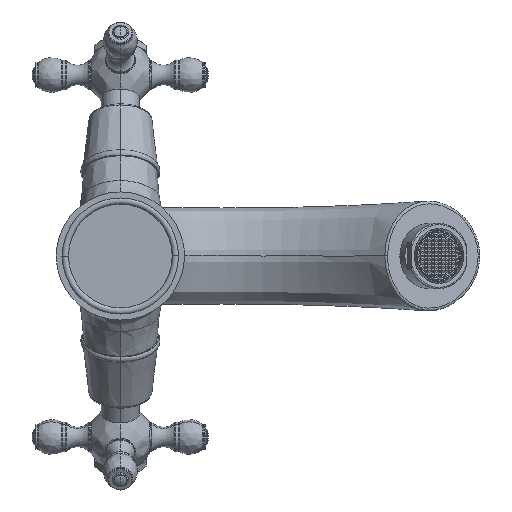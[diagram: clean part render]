
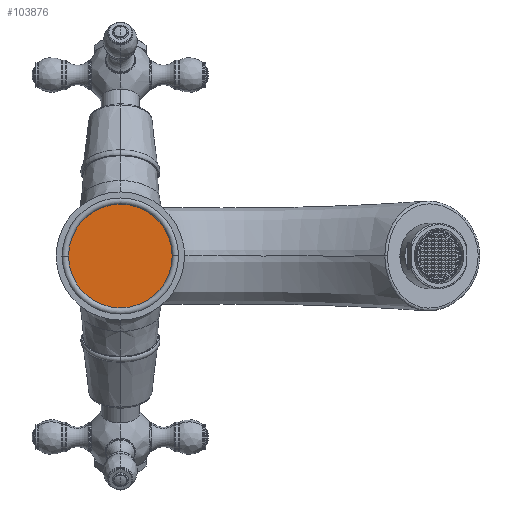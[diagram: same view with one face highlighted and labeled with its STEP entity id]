
A CAD part, front view. The second image highlights one B-rep face of the part: STEP entity #103876.
In plain terms, the highlighted planar face has unit normal (0, -1, 0).
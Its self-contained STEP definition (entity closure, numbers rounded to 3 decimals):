
#100555=CARTESIAN_POINT('',(0.,0.,0.));
#100556=DIRECTION('',(0.,1.,0.));
#100557=DIRECTION('',(-1.,0.,0.));
#100558=AXIS2_PLACEMENT_3D('',#100555,#100556,#100557);
#100560=CARTESIAN_POINT('',(0.,0.,0.));
#100561=DIRECTION('',(0.,1.,0.));
#100562=DIRECTION('',(1.,0.,0.));
#100563=AXIS2_PLACEMENT_3D('',#100560,#100561,#100562);
#100579=CARTESIAN_POINT('',(-19.,0.,0.));
#100580=CARTESIAN_POINT('',(19.,0.,0.));
#100581=VERTEX_POINT('',#100579);
#100582=VERTEX_POINT('',#100580);
#103866=CARTESIAN_POINT('',(0.,0.,0.));
#103867=DIRECTION('',(0.,1.,0.));
#103868=DIRECTION('',(1.,0.,0.));
#103869=AXIS2_PLACEMENT_3D('',#103866,#103867,#103868);
#103870=PLANE('',#103869);
#103871=ORIENTED_EDGE('',*,*,#103856,.T.);
#103873=ORIENTED_EDGE('',*,*,#103872,.T.);
#103874=EDGE_LOOP('',(#103871,#103873));
#103875=FACE_OUTER_BOUND('',#103874,.F.);
#100559=CIRCLE('',#100558,19.);
#100564=CIRCLE('',#100563,19.);
#103856=EDGE_CURVE('',#100581,#100582,#100559,.T.);
#103872=EDGE_CURVE('',#100582,#100581,#100564,.T.);
#103876=ADVANCED_FACE('',(#103875),#103870,.F.);
